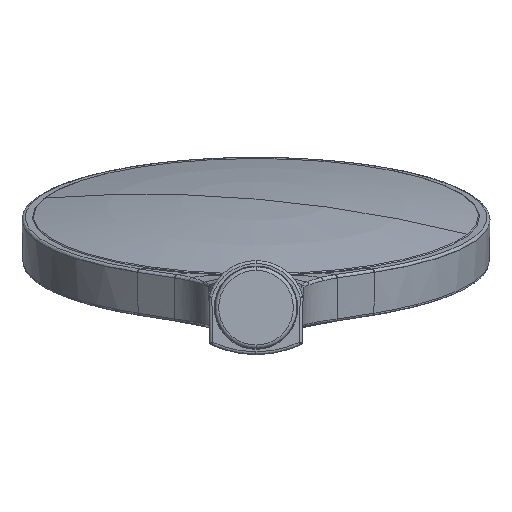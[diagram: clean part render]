
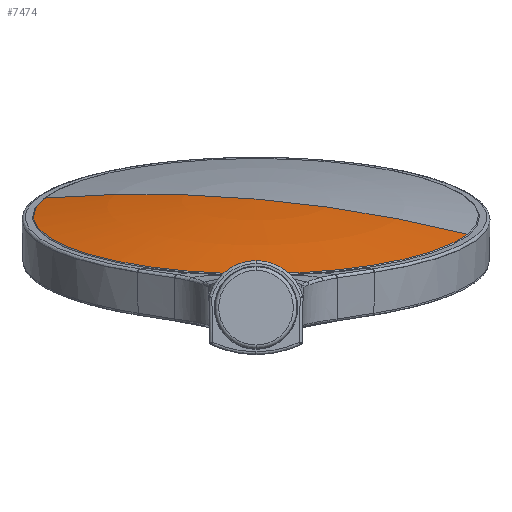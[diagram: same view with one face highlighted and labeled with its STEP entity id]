
A CAD part, front view. The second image highlights one B-rep face of the part: STEP entity #7474.
In plain terms, the highlighted toroidal (fillet/blend) face has major radius 0.667 mm and minor radius 380 mm.
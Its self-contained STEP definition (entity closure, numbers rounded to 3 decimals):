
#8 = AXIS2_PLACEMENT_3D ( 'NONE', #8513, #2952, #9452 ) ;
#226 = AXIS2_PLACEMENT_3D ( 'NONE', #2505, #9000, #3437 ) ;
#588 = CARTESIAN_POINT ( 'NONE',  ( 0., 2.3, 61.498 ) ) ;
#1297 = EDGE_CURVE ( 'NONE', #10806, #3459, #5406, .T. ) ;
#1412 = CIRCLE ( 'NONE', #8, 380. ) ;
#2417 = DIRECTION ( 'NONE',  ( 0., -1., 0. ) ) ;
#2505 = CARTESIAN_POINT ( 'NONE',  ( 0., -372.799, 0.667 ) ) ;
#2952 = DIRECTION ( 'NONE',  ( -1., 0., 0. ) ) ;
#3437 = DIRECTION ( 'NONE',  ( 0., 0., -1. ) ) ;
#3459 = VERTEX_POINT ( 'NONE', #588 ) ;
#3462 = FACE_OUTER_BOUND ( 'NONE', #4658, .T. ) ;
#4403 = DIRECTION ( 'NONE',  ( 0., -1., 0. ) ) ;
#4475 = EDGE_CURVE ( 'NONE', #3459, #7531, #5233, .T. ) ;
#4658 = EDGE_LOOP ( 'NONE', ( #9109, #4750, #7161 ) ) ;
#4750 = ORIENTED_EDGE ( 'NONE', *, *, #8914, .T. ) ;
#4806 = DIRECTION ( 'NONE',  ( 0., 0., -1. ) ) ;
#5233 = CIRCLE ( 'NONE', #6676, 61.498 ) ;
#5406 = CIRCLE ( 'NONE', #226, 380. ) ;
#5934 = TOROIDAL_SURFACE ( 'NONE', #6960, 0.667, 380. ) ;
#6676 = AXIS2_PLACEMENT_3D ( 'NONE', #9961, #4403, #10909 ) ;
#6960 = AXIS2_PLACEMENT_3D ( 'NONE', #7059, #2417, #4806 ) ;
#7059 = CARTESIAN_POINT ( 'NONE',  ( 0., -372.799, 0. ) ) ;
#7161 = ORIENTED_EDGE ( 'NONE', *, *, #4475, .F. ) ;
#7474 = ADVANCED_FACE ( 'NONE', ( #3462 ), #5934, .T. ) ;
#7531 = VERTEX_POINT ( 'NONE', #9852 ) ;
#7612 = CARTESIAN_POINT ( 'NONE',  ( 0., 7.2, 0. ) ) ;
#8513 = CARTESIAN_POINT ( 'NONE',  ( 0., -372.799, -0.667 ) ) ;
#8914 = EDGE_CURVE ( 'NONE', #10806, #7531, #1412, .T. ) ;
#9000 = DIRECTION ( 'NONE',  ( 1., 0., 0. ) ) ;
#9109 = ORIENTED_EDGE ( 'NONE', *, *, #1297, .F. ) ;
#9452 = DIRECTION ( 'NONE',  ( 0., 0., 1. ) ) ;
#9852 = CARTESIAN_POINT ( 'NONE',  ( 0., 2.3, -61.498 ) ) ;
#9961 = CARTESIAN_POINT ( 'NONE',  ( 0., 2.3, 0. ) ) ;
#10806 = VERTEX_POINT ( 'NONE', #7612 ) ;
#10909 = DIRECTION ( 'NONE',  ( 0., 0., -1. ) ) ;
